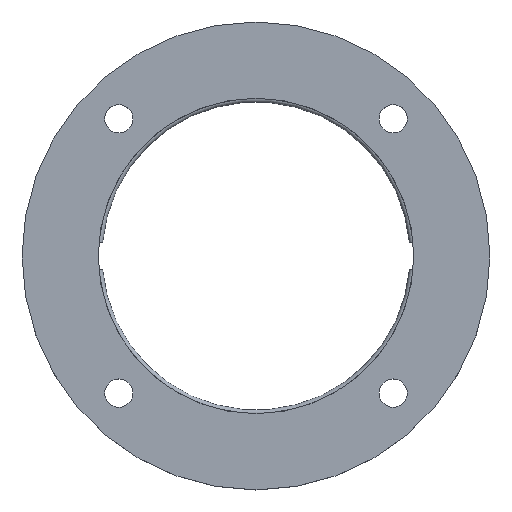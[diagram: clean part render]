
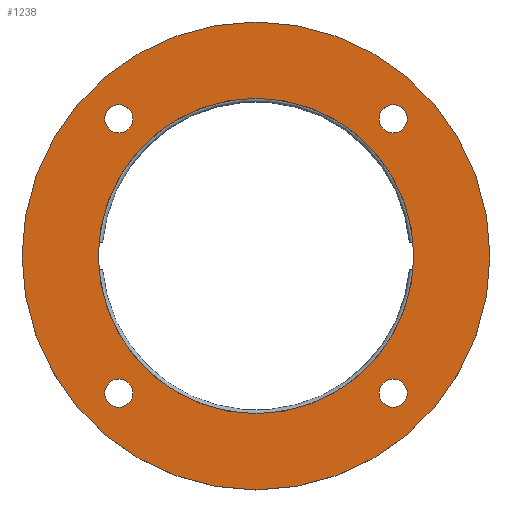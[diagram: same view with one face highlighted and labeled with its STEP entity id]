
A CAD part, top view. The second image highlights one B-rep face of the part: STEP entity #1238.
In plain terms, the highlighted planar face has unit normal (0, 0, 1).
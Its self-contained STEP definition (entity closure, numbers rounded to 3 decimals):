
#9 = EDGE_LOOP ( 'NONE', ( #1035, #244 ) ) ;
#19 = EDGE_CURVE ( 'NONE', #1208, #151, #285, .T. ) ;
#26 = ORIENTED_EDGE ( 'NONE', *, *, #682, .T. ) ;
#48 = CARTESIAN_POINT ( 'NONE',  ( -145., 0., 0. ) ) ;
#53 = EDGE_CURVE ( 'NONE', #456, #1291, #846, .T. ) ;
#63 = ORIENTED_EDGE ( 'NONE', *, *, #253, .T. ) ;
#73 = CARTESIAN_POINT ( 'NONE',  ( -97.75, 0., 0. ) ) ;
#113 = AXIS2_PLACEMENT_3D ( 'NONE', #312, #1119, #423 ) ;
#132 = VERTEX_POINT ( 'NONE', #48 ) ;
#147 = EDGE_CURVE ( 'NONE', #1164, #132, #1383, .T. ) ;
#151 = VERTEX_POINT ( 'NONE', #913 ) ;
#162 = AXIS2_PLACEMENT_3D ( 'NONE', #988, #309, #1114 ) ;
#210 = EDGE_CURVE ( 'NONE', #1291, #456, #680, .T. ) ;
#223 = DIRECTION ( 'NONE',  ( 0., 0., -1. ) ) ;
#228 = DIRECTION ( 'NONE',  ( 0., 0., -1. ) ) ;
#229 = CARTESIAN_POINT ( 'NONE',  ( 85., -85., 0. ) ) ;
#240 = AXIS2_PLACEMENT_3D ( 'NONE', #378, #1191, #492 ) ;
#244 = ORIENTED_EDGE ( 'NONE', *, *, #1470, .T. ) ;
#248 = DIRECTION ( 'NONE',  ( 0., 0., -1. ) ) ;
#249 = ORIENTED_EDGE ( 'NONE', *, *, #147, .T. ) ;
#253 = EDGE_CURVE ( 'NONE', #1479, #1249, #372, .T. ) ;
#269 = DIRECTION ( 'NONE',  ( 0., 0., 1. ) ) ;
#273 = DIRECTION ( 'NONE',  ( 1., 0., 0. ) ) ;
#285 = CIRCLE ( 'NONE', #349, 97.75 ) ;
#307 = EDGE_LOOP ( 'NONE', ( #811, #63 ) ) ;
#308 = CARTESIAN_POINT ( 'NONE',  ( 93.75, -85., 0. ) ) ;
#309 = DIRECTION ( 'NONE',  ( 0., 0., -1. ) ) ;
#312 = CARTESIAN_POINT ( 'NONE',  ( 0., 0., 0. ) ) ;
#326 = CIRCLE ( 'NONE', #777, 8.75 ) ;
#349 = AXIS2_PLACEMENT_3D ( 'NONE', #1070, #269, #273 ) ;
#353 = CARTESIAN_POINT ( 'NONE',  ( 85., 85., 0. ) ) ;
#357 = CARTESIAN_POINT ( 'NONE',  ( 76.25, -85., 0. ) ) ;
#358 = CIRCLE ( 'NONE', #113, 145. ) ;
#372 = CIRCLE ( 'NONE', #616, 8.75 ) ;
#378 = CARTESIAN_POINT ( 'NONE',  ( 0., 0., 0. ) ) ;
#397 = ORIENTED_EDGE ( 'NONE', *, *, #19, .F. ) ;
#423 = DIRECTION ( 'NONE',  ( 1., 0., 0. ) ) ;
#424 = CARTESIAN_POINT ( 'NONE',  ( 93.75, 85., 0. ) ) ;
#426 = DIRECTION ( 'NONE',  ( 0., 0., -1. ) ) ;
#433 = EDGE_CURVE ( 'NONE', #730, #643, #759, .T. ) ;
#440 = CARTESIAN_POINT ( 'NONE',  ( 145., 0., 0. ) ) ;
#456 = VERTEX_POINT ( 'NONE', #357 ) ;
#460 = DIRECTION ( 'NONE',  ( -1., 0., 0. ) ) ;
#480 = FACE_OUTER_BOUND ( 'NONE', #481, .T. ) ;
#481 = EDGE_LOOP ( 'NONE', ( #249, #26 ) ) ;
#492 = DIRECTION ( 'NONE',  ( 1., 0., 0. ) ) ;
#493 = CIRCLE ( 'NONE', #1303, 8.75 ) ;
#509 = EDGE_LOOP ( 'NONE', ( #1029, #397 ) ) ;
#511 = AXIS2_PLACEMENT_3D ( 'NONE', #919, #248, #1045 ) ;
#514 = FACE_BOUND ( 'NONE', #651, .T. ) ;
#525 = DIRECTION ( 'NONE',  ( 0., 0., -1. ) ) ;
#537 = ORIENTED_EDGE ( 'NONE', *, *, #806, .T. ) ;
#560 = FACE_BOUND ( 'NONE', #9, .T. ) ;
#563 = DIRECTION ( 'NONE',  ( 0., 0., -1. ) ) ;
#576 = AXIS2_PLACEMENT_3D ( 'NONE', #229, #896, #1146 ) ;
#579 = CARTESIAN_POINT ( 'NONE',  ( -76.25, 85., 0. ) ) ;
#610 = EDGE_LOOP ( 'NONE', ( #662, #899 ) ) ;
#615 = DIRECTION ( 'NONE',  ( 0., 0., 1. ) ) ;
#616 = AXIS2_PLACEMENT_3D ( 'NONE', #1120, #426, #1239 ) ;
#628 = CARTESIAN_POINT ( 'NONE',  ( -97.75, 0., 0. ) ) ;
#643 = VERTEX_POINT ( 'NONE', #980 ) ;
#651 = EDGE_LOOP ( 'NONE', ( #1349, #537 ) ) ;
#662 = ORIENTED_EDGE ( 'NONE', *, *, #53, .T. ) ;
#680 = CIRCLE ( 'NONE', #162, 8.75 ) ;
#682 = EDGE_CURVE ( 'NONE', #132, #1164, #358, .T. ) ;
#730 = VERTEX_POINT ( 'NONE', #876 ) ;
#735 = CIRCLE ( 'NONE', #1184, 8.75 ) ;
#750 = CARTESIAN_POINT ( 'NONE',  ( -93.75, 85., 0. ) ) ;
#759 = CIRCLE ( 'NONE', #511, 8.75 ) ;
#777 = AXIS2_PLACEMENT_3D ( 'NONE', #891, #223, #1020 ) ;
#784 = FACE_BOUND ( 'NONE', #509, .T. ) ;
#789 = CARTESIAN_POINT ( 'NONE',  ( 76.25, 85., 0. ) ) ;
#806 = EDGE_CURVE ( 'NONE', #643, #730, #1336, .T. ) ;
#811 = ORIENTED_EDGE ( 'NONE', *, *, #812, .T. ) ;
#812 = EDGE_CURVE ( 'NONE', #1249, #1479, #735, .T. ) ;
#819 = FACE_BOUND ( 'NONE', #610, .T. ) ;
#846 = CIRCLE ( 'NONE', #576, 8.75 ) ;
#856 = AXIS2_PLACEMENT_3D ( 'NONE', #893, #228, #1024 ) ;
#875 = EDGE_CURVE ( 'NONE', #151, #1208, #1263, .T. ) ;
#876 = CARTESIAN_POINT ( 'NONE',  ( -93.75, -85., 0. ) ) ;
#891 = CARTESIAN_POINT ( 'NONE',  ( 85., 85., 0. ) ) ;
#893 = CARTESIAN_POINT ( 'NONE',  ( -85., -85., 0. ) ) ;
#896 = DIRECTION ( 'NONE',  ( 0., 0., -1. ) ) ;
#899 = ORIENTED_EDGE ( 'NONE', *, *, #210, .T. ) ;
#913 = CARTESIAN_POINT ( 'NONE',  ( 97.75, 0., 0. ) ) ;
#919 = CARTESIAN_POINT ( 'NONE',  ( -85., -85., 0. ) ) ;
#974 = PLANE ( 'NONE',  #1334 ) ;
#980 = CARTESIAN_POINT ( 'NONE',  ( -76.25, -85., 0. ) ) ;
#988 = CARTESIAN_POINT ( 'NONE',  ( 85., -85., 0. ) ) ;
#1020 = DIRECTION ( 'NONE',  ( -1., 0., 0. ) ) ;
#1024 = DIRECTION ( 'NONE',  ( -1., 0., 0. ) ) ;
#1029 = ORIENTED_EDGE ( 'NONE', *, *, #875, .F. ) ;
#1035 = ORIENTED_EDGE ( 'NONE', *, *, #1162, .T. ) ;
#1045 = DIRECTION ( 'NONE',  ( -1., 0., 0. ) ) ;
#1070 = CARTESIAN_POINT ( 'NONE',  ( 0., 0., 0. ) ) ;
#1095 = FACE_BOUND ( 'NONE', #307, .T. ) ;
#1114 = DIRECTION ( 'NONE',  ( -1., 0., 0. ) ) ;
#1119 = DIRECTION ( 'NONE',  ( 0., 0., 1. ) ) ;
#1120 = CARTESIAN_POINT ( 'NONE',  ( -85., 85., 0. ) ) ;
#1146 = DIRECTION ( 'NONE',  ( -1., 0., 0. ) ) ;
#1158 = DIRECTION ( 'NONE',  ( 0., 0., -1. ) ) ;
#1162 = EDGE_CURVE ( 'NONE', #1415, #1312, #326, .T. ) ;
#1164 = VERTEX_POINT ( 'NONE', #440 ) ;
#1184 = AXIS2_PLACEMENT_3D ( 'NONE', #1262, #563, #1390 ) ;
#1191 = DIRECTION ( 'NONE',  ( 0., 0., 1. ) ) ;
#1208 = VERTEX_POINT ( 'NONE', #628 ) ;
#1238 = ADVANCED_FACE ( 'NONE', ( #560, #819, #514, #1095, #784, #480 ), #974, .F. ) ;
#1239 = DIRECTION ( 'NONE',  ( -1., 0., 0. ) ) ;
#1249 = VERTEX_POINT ( 'NONE', #750 ) ;
#1262 = CARTESIAN_POINT ( 'NONE',  ( -85., 85., 0. ) ) ;
#1263 = CIRCLE ( 'NONE', #240, 97.75 ) ;
#1291 = VERTEX_POINT ( 'NONE', #308 ) ;
#1303 = AXIS2_PLACEMENT_3D ( 'NONE', #353, #1158, #460 ) ;
#1312 = VERTEX_POINT ( 'NONE', #424 ) ;
#1318 = CARTESIAN_POINT ( 'NONE',  ( 0., 0., 0. ) ) ;
#1334 = AXIS2_PLACEMENT_3D ( 'NONE', #73, #525, #1348 ) ;
#1336 = CIRCLE ( 'NONE', #856, 8.75 ) ;
#1348 = DIRECTION ( 'NONE',  ( -1., 0., 0. ) ) ;
#1349 = ORIENTED_EDGE ( 'NONE', *, *, #433, .T. ) ;
#1383 = CIRCLE ( 'NONE', #1441, 145. ) ;
#1390 = DIRECTION ( 'NONE',  ( -1., 0., 0. ) ) ;
#1415 = VERTEX_POINT ( 'NONE', #789 ) ;
#1441 = AXIS2_PLACEMENT_3D ( 'NONE', #1318, #615, #1444 ) ;
#1444 = DIRECTION ( 'NONE',  ( 1., 0., 0. ) ) ;
#1470 = EDGE_CURVE ( 'NONE', #1312, #1415, #493, .T. ) ;
#1479 = VERTEX_POINT ( 'NONE', #579 ) ;
